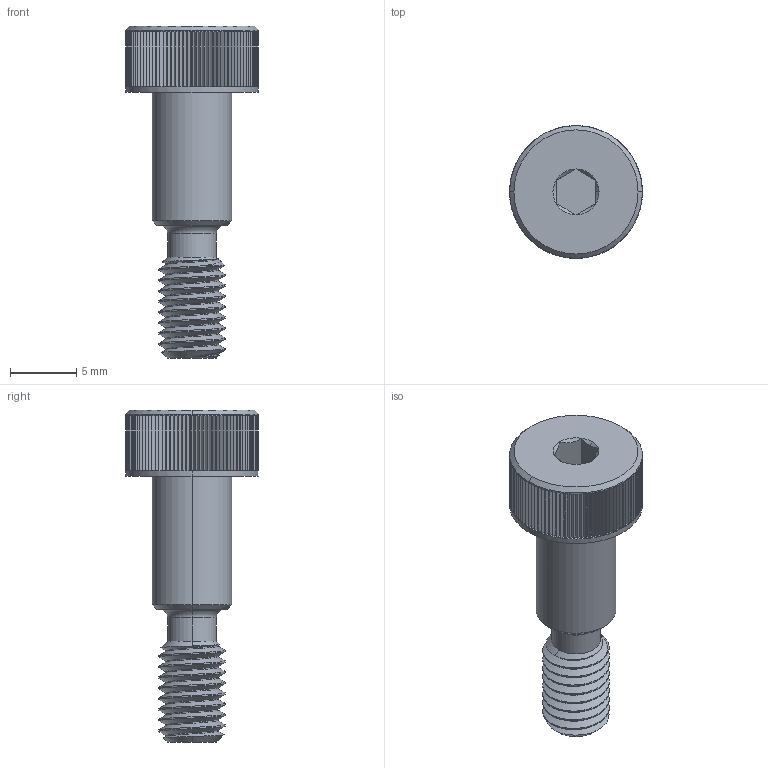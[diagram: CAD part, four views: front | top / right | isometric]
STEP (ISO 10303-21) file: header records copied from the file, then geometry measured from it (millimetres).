
FILE_DESCRIPTION (( 'STEP AP203' ), '1' );
FILE_NAME ('92981A100.STEP', '2018-01-15T16:13:49', ( '' ), ( '' ), 'SwSTEP 2.0', 'SolidWorks 2014', '' );
FILE_SCHEMA (( 'CONFIG_CONTROL_DESIGN' ));
Length unit declared in the file: millimetre
Products named in the file (1): 92981A100
Bounding box: 10 x 10 x 25 mm (x, y, z)
Volume: 782.3 mm3; surface area: 854.5 mm2
Topology: 1 solids, 1 shells, 452 faces, 1029 edges, 679 vertices
Faces by surface type: plane 407, cylinder 23, cone 17, bspline 3, torus 2
Entity records: 14612 total; most frequent: CARTESIAN_POINT 4234, DIRECTION 2108, ORIENTED_EDGE 2058, EDGE_CURVE 1029, VECTOR 740, LINE 740, AXIS2_PLACEMENT_3D 684, VERTEX_POINT 679
